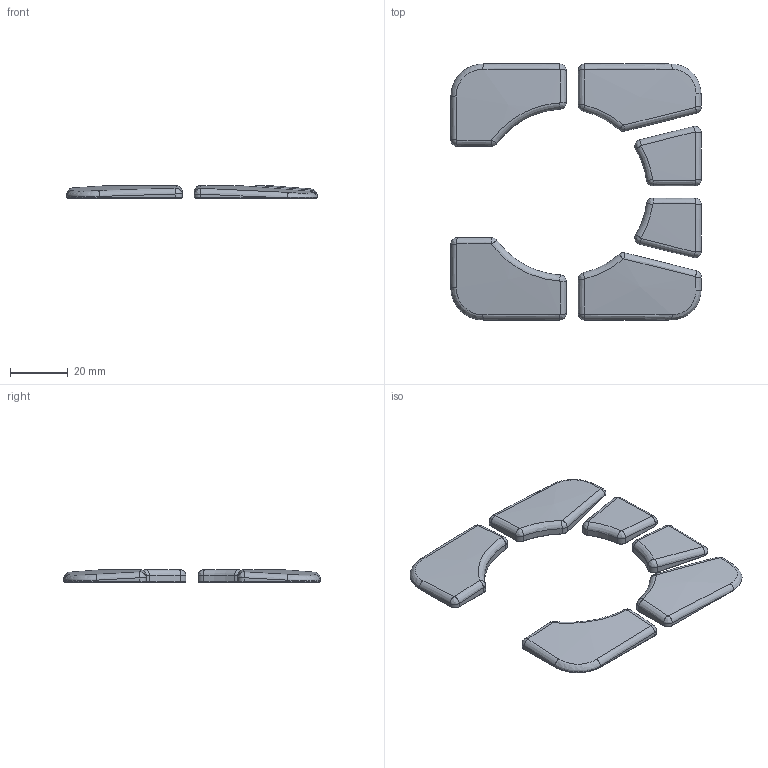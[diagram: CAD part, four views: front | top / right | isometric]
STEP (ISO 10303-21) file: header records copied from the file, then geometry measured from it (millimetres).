
FILE_DESCRIPTION(/* description */ ('STEP AP242','CAx-IF Rec.Pracs.---Representation and Presentation of Product Manufacturing Information (PMI)---4.0---2014-10-13','CAx-IF Rec.Pracs.---3D Tessellated Geometry---0.4---2014-09-14','2;1'),/* implementation_level */ '2;1');
FILE_NAME(/* name */ '67ba018b2d48724df2183752',/* time_stamp */ '2025-02-22T16:55:40Z',/* author */ (''),/* organization */ (''),/* preprocessor_version */ 'ST-DEVELOPER v20',/* originating_system */ 'ONSHAPE BY PTC INC, 1.194',/* authorisation */ ' ');
FILE_SCHEMA (('AP242_MANAGED_MODEL_BASED_3D_ENGINEERING_MIM_LF { 1 0 10303 442 1 1 4 }'));
Length unit declared in the file: metre
Products named in the file (6): Btn 1; Btn 5; Btn 4; Btn 3; Btn 6; Btn 2
Bounding box: 86.4 x 88.4 x 4.4 mm (x, y, z)
Volume: 13569.5 mm3; surface area: 10090.4 mm2
Topology: 6 solids, 6 shells, 218 faces, 458 edges, 264 vertices
Faces by surface type: plane 62, bspline 62, cylinder 44, cone 44, sphere 6
Full cylindrical faces by diameter (mm): 4.2 x12
Entity records: 7147 total; most frequent: CARTESIAN_POINT 3026, ORIENTED_EDGE 868, DIRECTION 672, EDGE_CURVE 434, VERTEX_POINT 264, AXIS2_PLACEMENT_3D 262, EDGE_LOOP 254, FACE_BOUND 254
